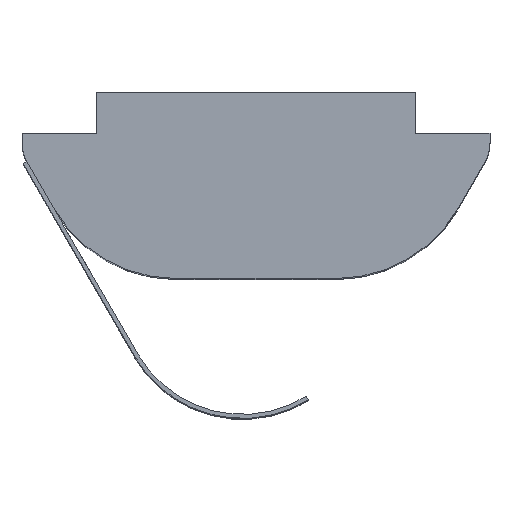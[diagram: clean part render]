
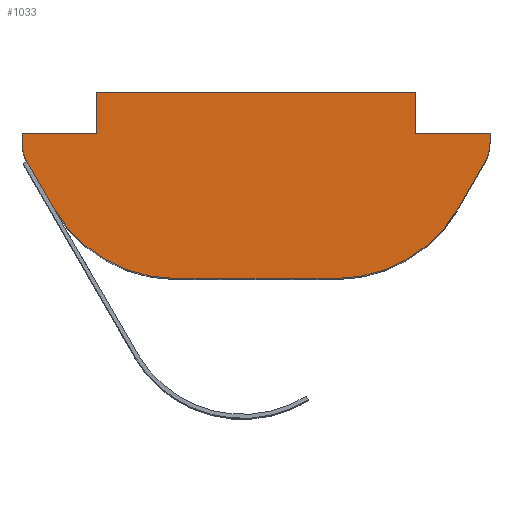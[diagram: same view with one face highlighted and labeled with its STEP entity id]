
A CAD part, top view. The second image highlights one B-rep face of the part: STEP entity #1033.
In plain terms, the highlighted planar face has unit normal (0, 0, 1).
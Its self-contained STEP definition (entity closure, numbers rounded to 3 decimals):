
#1 = DIRECTION ( 'NONE',  ( 0., 1., 0. ) ) ;
#29 = DIRECTION ( 'NONE',  ( 0., 0., 1. ) ) ;
#30 = DIRECTION ( 'NONE',  ( 0., -1., 0. ) ) ;
#31 = LINE ( 'NONE', #371, #769 ) ;
#35 = DIRECTION ( 'NONE',  ( 0., -1., 0. ) ) ;
#65 = CIRCLE ( 'NONE', #1048, 1. ) ;
#68 = ORIENTED_EDGE ( 'NONE', *, *, #274, .F. ) ;
#77 = CARTESIAN_POINT ( 'NONE',  ( 1.989, -4.6, 16. ) ) ;
#80 = CIRCLE ( 'NONE', #835, 3.5 ) ;
#87 = CARTESIAN_POINT ( 'NONE',  ( -1.989, -4.6, 16. ) ) ;
#89 = EDGE_CURVE ( 'NONE', #396, #96, #460, .T. ) ;
#96 = VERTEX_POINT ( 'NONE', #134 ) ;
#108 = CARTESIAN_POINT ( 'NONE',  ( 5.666, -1.732, 16. ) ) ;
#110 = LINE ( 'NONE', #374, #1105 ) ;
#115 = ORIENTED_EDGE ( 'NONE', *, *, #89, .T. ) ;
#128 = CARTESIAN_POINT ( 'NONE',  ( 0., -1., 16. ) ) ;
#134 = CARTESIAN_POINT ( 'NONE',  ( -5.021, -2.85, 16. ) ) ;
#151 = ORIENTED_EDGE ( 'NONE', *, *, #153, .F. ) ;
#153 = EDGE_CURVE ( 'NONE', #1066, #416, #533, .T. ) ;
#158 = LINE ( 'NONE', #468, #459 ) ;
#208 = VECTOR ( 'NONE', #448, 1000. ) ;
#212 = CARTESIAN_POINT ( 'NONE',  ( 1.989, -4.6, 16. ) ) ;
#219 = CARTESIAN_POINT ( 'NONE',  ( 5.8, -1.2, 16. ) ) ;
#233 = CARTESIAN_POINT ( 'NONE',  ( -5.8, -1., 16. ) ) ;
#249 = LINE ( 'NONE', #873, #614 ) ;
#250 = CARTESIAN_POINT ( 'NONE',  ( -5.8, -1.232, 16. ) ) ;
#256 = VERTEX_POINT ( 'NONE', #531 ) ;
#273 = AXIS2_PLACEMENT_3D ( 'NONE', #856, #454, #934 ) ;
#274 = EDGE_CURVE ( 'NONE', #747, #96, #80, .T. ) ;
#280 = VECTOR ( 'NONE', #932, 1000. ) ;
#294 = CARTESIAN_POINT ( 'NONE',  ( 0., 0., 16. ) ) ;
#334 = EDGE_CURVE ( 'NONE', #396, #791, #521, .T. ) ;
#345 = EDGE_CURVE ( 'NONE', #1021, #747, #982, .T. ) ;
#358 = ORIENTED_EDGE ( 'NONE', *, *, #797, .F. ) ;
#371 = CARTESIAN_POINT ( 'NONE',  ( 0.75, 0., 16. ) ) ;
#374 = CARTESIAN_POINT ( 'NONE',  ( 0., -1., 16. ) ) ;
#396 = VERTEX_POINT ( 'NONE', #854 ) ;
#404 = CARTESIAN_POINT ( 'NONE',  ( -5.666, -1.732, 16. ) ) ;
#416 = VERTEX_POINT ( 'NONE', #1141 ) ;
#418 = ORIENTED_EDGE ( 'NONE', *, *, #684, .F. ) ;
#431 = CARTESIAN_POINT ( 'NONE',  ( -1.989, -1.1, 16. ) ) ;
#432 = LINE ( 'NONE', #219, #1133 ) ;
#436 = ORIENTED_EDGE ( 'NONE', *, *, #334, .F. ) ;
#443 = EDGE_CURVE ( 'NONE', #791, #730, #249, .T. ) ;
#448 = DIRECTION ( 'NONE',  ( 0., -1., 0. ) ) ;
#451 = EDGE_CURVE ( 'NONE', #638, #1022, #65, .T. ) ;
#454 = DIRECTION ( 'NONE',  ( 0., 0., -1. ) ) ;
#456 = DIRECTION ( 'NONE',  ( -1., 0., 0. ) ) ;
#458 = EDGE_CURVE ( 'NONE', #637, #416, #110, .T. ) ;
#459 = VECTOR ( 'NONE', #475, 1000. ) ;
#460 = LINE ( 'NONE', #404, #1020 ) ;
#468 = CARTESIAN_POINT ( 'NONE',  ( 5.021, -2.85, 16. ) ) ;
#475 = DIRECTION ( 'NONE',  ( 0.5, 0.866, 0. ) ) ;
#481 = ORIENTED_EDGE ( 'NONE', *, *, #345, .F. ) ;
#488 = LINE ( 'NONE', #841, #208 ) ;
#490 = VECTOR ( 'NONE', #30, 1000. ) ;
#492 = DIRECTION ( 'NONE',  ( 1., 0., 0. ) ) ;
#520 = LINE ( 'NONE', #128, #1175 ) ;
#521 = CIRCLE ( 'NONE', #857, 1. ) ;
#522 = VERTEX_POINT ( 'NONE', #976 ) ;
#527 = DIRECTION ( 'NONE',  ( 0., 0., -1. ) ) ;
#531 = CARTESIAN_POINT ( 'NONE',  ( 5.021, -2.85, 16. ) ) ;
#533 = LINE ( 'NONE', #815, #490 ) ;
#558 = ORIENTED_EDGE ( 'NONE', *, *, #987, .T. ) ;
#561 = CARTESIAN_POINT ( 'NONE',  ( 4.8, -1.232, 16. ) ) ;
#571 = EDGE_LOOP ( 'NONE', ( #971, #151, #663, #1150, #558, #746, #436, #115, #68, #481, #358, #1111, #1062, #418 ) ) ;
#579 = CARTESIAN_POINT ( 'NONE',  ( -3.95, -1., 16. ) ) ;
#590 = VERTEX_POINT ( 'NONE', #579 ) ;
#613 = CARTESIAN_POINT ( 'NONE',  ( 5.8, -1., 16. ) ) ;
#614 = VECTOR ( 'NONE', #1, 1000. ) ;
#629 = DIRECTION ( 'NONE',  ( -1., 0., 0. ) ) ;
#637 = VERTEX_POINT ( 'NONE', #613 ) ;
#638 = VERTEX_POINT ( 'NONE', #880 ) ;
#646 = AXIS2_PLACEMENT_3D ( 'NONE', #294, #29, #492 ) ;
#660 = DIRECTION ( 'NONE',  ( -1., 0., 0. ) ) ;
#663 = ORIENTED_EDGE ( 'NONE', *, *, #878, .F. ) ;
#684 = EDGE_CURVE ( 'NONE', #637, #638, #432, .T. ) ;
#730 = VERTEX_POINT ( 'NONE', #233 ) ;
#746 = ORIENTED_EDGE ( 'NONE', *, *, #443, .F. ) ;
#747 = VERTEX_POINT ( 'NONE', #87 ) ;
#763 = EDGE_CURVE ( 'NONE', #522, #590, #488, .T. ) ;
#769 = VECTOR ( 'NONE', #1162, 1000. ) ;
#791 = VERTEX_POINT ( 'NONE', #250 ) ;
#796 = FACE_OUTER_BOUND ( 'NONE', #571, .T. ) ;
#797 = EDGE_CURVE ( 'NONE', #256, #1021, #1088, .T. ) ;
#815 = CARTESIAN_POINT ( 'NONE',  ( 3.95, -0.2, 16. ) ) ;
#835 = AXIS2_PLACEMENT_3D ( 'NONE', #431, #527, #629 ) ;
#841 = CARTESIAN_POINT ( 'NONE',  ( -3.95, 0., 16. ) ) ;
#854 = CARTESIAN_POINT ( 'NONE',  ( -5.666, -1.732, 16. ) ) ;
#856 = CARTESIAN_POINT ( 'NONE',  ( 1.989, -1.1, 16. ) ) ;
#857 = AXIS2_PLACEMENT_3D ( 'NONE', #1040, #1137, #456 ) ;
#873 = CARTESIAN_POINT ( 'NONE',  ( -5.8, -1.232, 16. ) ) ;
#878 = EDGE_CURVE ( 'NONE', #522, #1066, #31, .T. ) ;
#880 = CARTESIAN_POINT ( 'NONE',  ( 5.8, -1.232, 16. ) ) ;
#932 = DIRECTION ( 'NONE',  ( -1., 0., 0. ) ) ;
#934 = DIRECTION ( 'NONE',  ( -1., 0., 0. ) ) ;
#952 = EDGE_CURVE ( 'NONE', #256, #1022, #158, .T. ) ;
#971 = ORIENTED_EDGE ( 'NONE', *, *, #458, .T. ) ;
#976 = CARTESIAN_POINT ( 'NONE',  ( -3.95, 0., 16. ) ) ;
#982 = LINE ( 'NONE', #77, #280 ) ;
#987 = EDGE_CURVE ( 'NONE', #590, #730, #520, .T. ) ;
#1020 = VECTOR ( 'NONE', #1182, 1000. ) ;
#1021 = VERTEX_POINT ( 'NONE', #212 ) ;
#1022 = VERTEX_POINT ( 'NONE', #108 ) ;
#1033 = ADVANCED_FACE ( 'NONE', ( #796 ), #1084, .T. ) ;
#1040 = CARTESIAN_POINT ( 'NONE',  ( -4.8, -1.232, 16. ) ) ;
#1048 = AXIS2_PLACEMENT_3D ( 'NONE', #561, #1154, #660 ) ;
#1057 = DIRECTION ( 'NONE',  ( -1., 0., 0. ) ) ;
#1062 = ORIENTED_EDGE ( 'NONE', *, *, #451, .F. ) ;
#1066 = VERTEX_POINT ( 'NONE', #1197 ) ;
#1084 = PLANE ( 'NONE',  #646 ) ;
#1088 = CIRCLE ( 'NONE', #273, 3.5 ) ;
#1105 = VECTOR ( 'NONE', #1057, 1000. ) ;
#1111 = ORIENTED_EDGE ( 'NONE', *, *, #952, .T. ) ;
#1133 = VECTOR ( 'NONE', #35, 1000. ) ;
#1137 = DIRECTION ( 'NONE',  ( 0., 0., -1. ) ) ;
#1141 = CARTESIAN_POINT ( 'NONE',  ( 3.95, -1., 16. ) ) ;
#1150 = ORIENTED_EDGE ( 'NONE', *, *, #763, .T. ) ;
#1154 = DIRECTION ( 'NONE',  ( 0., 0., -1. ) ) ;
#1162 = DIRECTION ( 'NONE',  ( 1., 0., 0. ) ) ;
#1174 = DIRECTION ( 'NONE',  ( -1., 0., 0. ) ) ;
#1175 = VECTOR ( 'NONE', #1174, 1000. ) ;
#1182 = DIRECTION ( 'NONE',  ( 0.5, -0.866, 0. ) ) ;
#1197 = CARTESIAN_POINT ( 'NONE',  ( 3.95, 0., 16. ) ) ;
